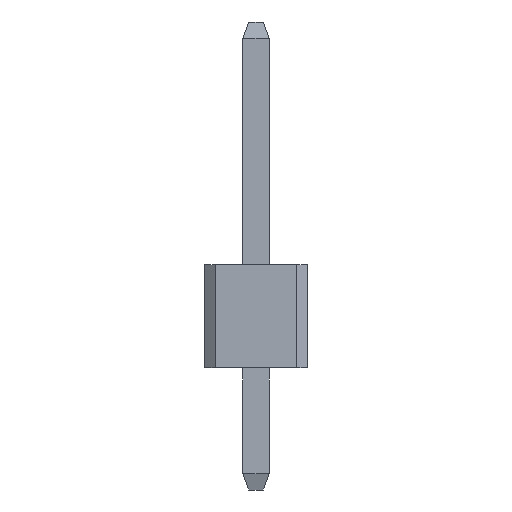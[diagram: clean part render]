
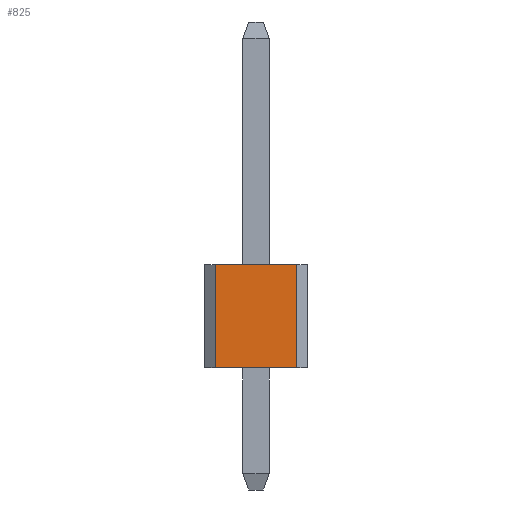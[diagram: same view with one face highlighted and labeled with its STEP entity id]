
A CAD part, front view. The second image highlights one B-rep face of the part: STEP entity #825.
In plain terms, the highlighted planar face has unit normal (0, -1, 0).
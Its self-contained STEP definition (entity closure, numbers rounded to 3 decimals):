
#24 = CARTESIAN_POINT ( 'NONE',  ( -1., -1.27, 5.54 ) ) ;
#61 = EDGE_CURVE ( 'NONE', #109, #535, #1295, .T. ) ;
#109 = VERTEX_POINT ( 'NONE', #287 ) ;
#117 = DIRECTION ( 'NONE',  ( 0., 0., -1. ) ) ;
#171 = DIRECTION ( 'NONE',  ( 0., -1., 0. ) ) ;
#176 = PLANE ( 'NONE',  #1165 ) ;
#180 = ORIENTED_EDGE ( 'NONE', *, *, #853, .F. ) ;
#198 = LINE ( 'NONE', #625, #479 ) ;
#241 = CARTESIAN_POINT ( 'NONE',  ( -1., -1.27, 5.54 ) ) ;
#278 = VECTOR ( 'NONE', #841, 1000. ) ;
#287 = CARTESIAN_POINT ( 'NONE',  ( 1., -1.27, 5.54 ) ) ;
#309 = ORIENTED_EDGE ( 'NONE', *, *, #622, .T. ) ;
#318 = ORIENTED_EDGE ( 'NONE', *, *, #61, .F. ) ;
#424 = LINE ( 'NONE', #895, #608 ) ;
#436 = VERTEX_POINT ( 'NONE', #241 ) ;
#479 = VECTOR ( 'NONE', #1095, 1000. ) ;
#535 = VERTEX_POINT ( 'NONE', #965 ) ;
#608 = VECTOR ( 'NONE', #904, 1000. ) ;
#622 = EDGE_CURVE ( 'NONE', #436, #662, #1050, .T. ) ;
#625 = CARTESIAN_POINT ( 'NONE',  ( -1., -1.27, 3. ) ) ;
#652 = VECTOR ( 'NONE', #117, 1000. ) ;
#662 = VERTEX_POINT ( 'NONE', #832 ) ;
#742 = FACE_OUTER_BOUND ( 'NONE', #1342, .T. ) ;
#823 = CARTESIAN_POINT ( 'NONE',  ( 1., -1.27, 5.54 ) ) ;
#825 = ADVANCED_FACE ( 'NONE', ( #742 ), #176, .T. ) ;
#832 = CARTESIAN_POINT ( 'NONE',  ( -1., -1.27, 3. ) ) ;
#841 = DIRECTION ( 'NONE',  ( 0., 0., -1. ) ) ;
#853 = EDGE_CURVE ( 'NONE', #535, #662, #198, .T. ) ;
#895 = CARTESIAN_POINT ( 'NONE',  ( -1., -1.27, 5.54 ) ) ;
#904 = DIRECTION ( 'NONE',  ( -1., 0., 0. ) ) ;
#947 = EDGE_CURVE ( 'NONE', #109, #436, #424, .T. ) ;
#965 = CARTESIAN_POINT ( 'NONE',  ( 1., -1.27, 3. ) ) ;
#1035 = ORIENTED_EDGE ( 'NONE', *, *, #947, .T. ) ;
#1050 = LINE ( 'NONE', #24, #278 ) ;
#1095 = DIRECTION ( 'NONE',  ( -1., 0., 0. ) ) ;
#1165 = AXIS2_PLACEMENT_3D ( 'NONE', #1449, #171, #1331 ) ;
#1295 = LINE ( 'NONE', #823, #652 ) ;
#1331 = DIRECTION ( 'NONE',  ( 0., 0., -1. ) ) ;
#1342 = EDGE_LOOP ( 'NONE', ( #180, #318, #1035, #309 ) ) ;
#1449 = CARTESIAN_POINT ( 'NONE',  ( -1., -1.27, 5.54 ) ) ;
